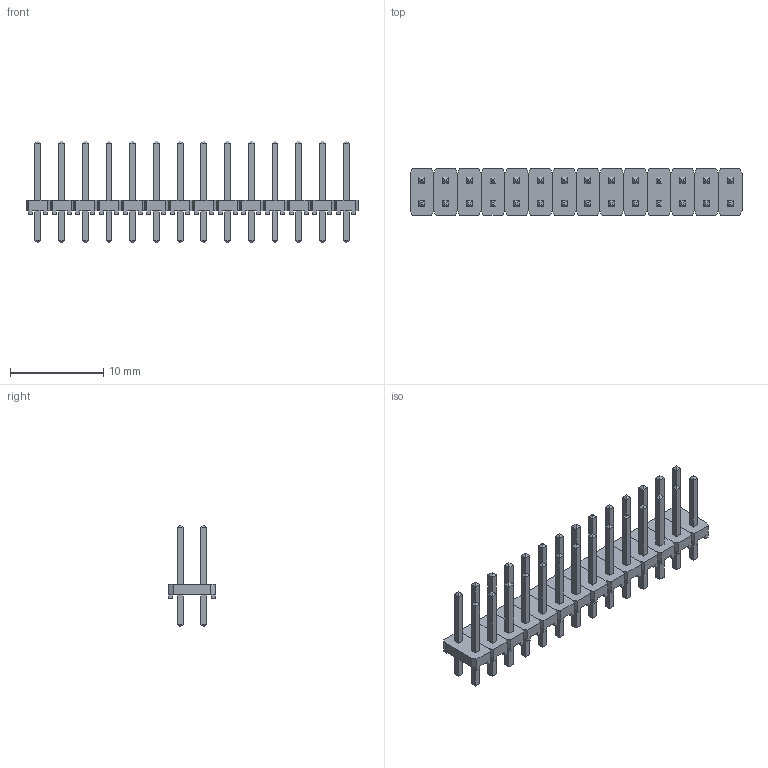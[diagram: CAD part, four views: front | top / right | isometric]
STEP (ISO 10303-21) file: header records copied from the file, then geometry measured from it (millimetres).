
FILE_DESCRIPTION((''),'2;1');
FILE_NAME('SAMTEC_MTLW-114-07-L-D-250.stp','2013-08-27T13:42:40',(''),(''),'Mechanical Desktop 2011','Mechanical Desktop 2011',', , ');
FILE_SCHEMA(('AUTOMOTIVE_DESIGN { 1 2 10303 214 1 1 1 1 }'));
Length unit declared in the file: millimetre
Products named in the file (1): Product
Bounding box: 35.56 x 5.03 x 10.92 mm (x, y, z)
Volume: 311.8 mm3; surface area: 1333.9 mm2
Topology: 70 solids, 70 shells, 924 faces, 2072 edges, 1288 vertices
Faces by surface type: plane 574, bspline 350
Entity records: 24746 total; most frequent: CARTESIAN_POINT 5335, ORIENTED_EDGE 4144, DIRECTION 3222, VECTOR 2072, LINE 2072, EDGE_CURVE 2072, VERTEX_POINT 1288, EDGE_LOOP 924
